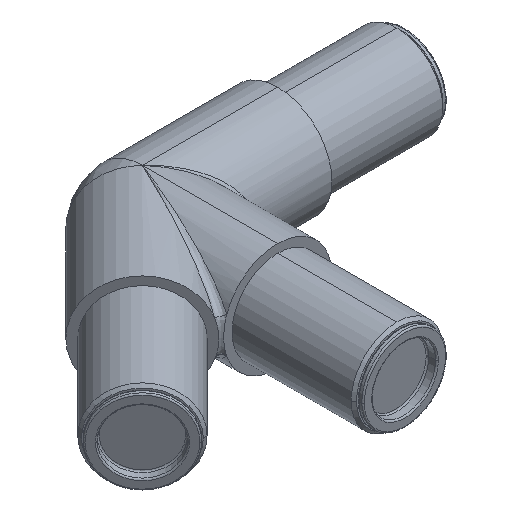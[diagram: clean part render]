
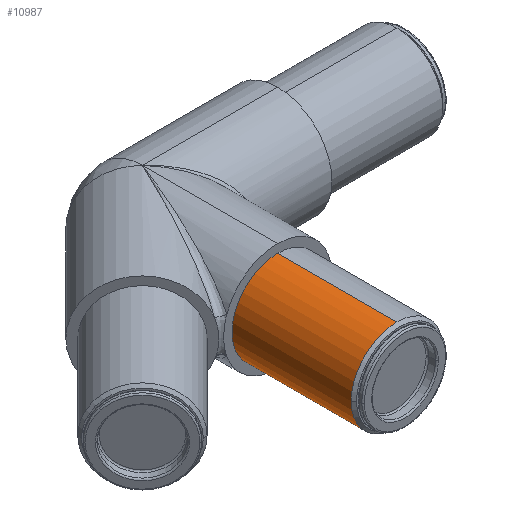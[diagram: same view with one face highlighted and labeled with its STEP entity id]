
A CAD part, isometric view. The second image highlights one B-rep face of the part: STEP entity #10987.
In plain terms, the highlighted cylindrical face has radius 16.9 mm (diameter 33.8 mm), a partial arc.
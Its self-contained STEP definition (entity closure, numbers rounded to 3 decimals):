
#21 = CARTESIAN_POINT ( 'NONE',  ( -57., -95., -15.382 ) ) ;
#26 = DIRECTION ( 'NONE',  ( 0., 1., 0. ) ) ;
#116 = LINE ( 'NONE', #11708, #5200 ) ;
#183 = ORIENTED_EDGE ( 'NONE', *, *, #9103, .F. ) ;
#286 = CIRCLE ( 'NONE', #2168, 16.9 ) ;
#378 = AXIS2_PLACEMENT_3D ( 'NONE', #13886, #8538, #1889 ) ;
#464 = CARTESIAN_POINT ( 'NONE',  ( -55., -82.5, -16.143 ) ) ;
#498 = VERTEX_POINT ( 'NONE', #11522 ) ;
#509 = LINE ( 'NONE', #1778, #9308 ) ;
#601 = VERTEX_POINT ( 'NONE', #4423 ) ;
#602 =( BOUNDED_CURVE ( )  B_SPLINE_CURVE ( 3, ( #4799, #6339, #4884, #15535 ),
 .UNSPECIFIED., .F., .F. ) 
 B_SPLINE_CURVE_WITH_KNOTS ( ( 4, 4 ),
 ( 5.983, 6.283 ),
 .UNSPECIFIED. ) 
 CURVE ( )  GEOMETRIC_REPRESENTATION_ITEM ( )  RATIONAL_B_SPLINE_CURVE ( ( 1., 0.992, 0.992, 1. ) ) 
 REPRESENTATION_ITEM ( '' )  );
#663 = ORIENTED_EDGE ( 'NONE', *, *, #6919, .F. ) ;
#738 = CARTESIAN_POINT ( 'NONE',  ( -50., -94., 0. ) ) ;
#786 = CARTESIAN_POINT ( 'NONE',  ( -55.985, -82.245, -15.805 ) ) ;
#791 = CARTESIAN_POINT ( 'NONE',  ( -50., -95., -16.9 ) ) ;
#816 = CARTESIAN_POINT ( 'NONE',  ( -55.273, -66.9, -16.059 ) ) ;
#871 = LINE ( 'NONE', #791, #6211 ) ;
#915 = CARTESIAN_POINT ( 'NONE',  ( -50., -50., 16.9 ) ) ;
#1778 = CARTESIAN_POINT ( 'NONE',  ( -50., -95., 16.9 ) ) ;
#1889 = DIRECTION ( 'NONE',  ( 0., 0., -1. ) ) ;
#2077 = CARTESIAN_POINT ( 'NONE',  ( -56.583, -67.83, -15.566 ) ) ;
#2160 = CARTESIAN_POINT ( 'NONE',  ( -56.5, -67.717, -15.6 ) ) ;
#2168 = AXIS2_PLACEMENT_3D ( 'NONE', #11780, #5548, #13307 ) ;
#2206 = CARTESIAN_POINT ( 'NONE',  ( -57., -80.637, -15.382 ) ) ;
#2240 = CARTESIAN_POINT ( 'NONE',  ( -56.892, -68.454, -15.431 ) ) ;
#2328 = CARTESIAN_POINT ( 'NONE',  ( -56.221, -67.418, -15.714 ) ) ;
#2453 = ORIENTED_EDGE ( 'NONE', *, *, #3057, .F. ) ;
#2559 = VERTEX_POINT ( 'NONE', #13975 ) ;
#2640 = EDGE_LOOP ( 'NONE', ( #15540, #11772, #10468, #183, #15575, #663, #12505, #2453, #9259, #7575, #13683 ) ) ;
#2648 = DIRECTION ( 'NONE',  ( 0., 1., 0. ) ) ;
#3050 = CARTESIAN_POINT ( 'NONE',  ( -55., -66.878, -16.143 ) ) ;
#3057 = EDGE_CURVE ( 'NONE', #14156, #12913, #11574, .T. ) ;
#3310 = CARTESIAN_POINT ( 'NONE',  ( -56.931, -81.038, -15.413 ) ) ;
#3421 = CARTESIAN_POINT ( 'NONE',  ( -56.986, -68.868, -15.389 ) ) ;
#3559 = CARTESIAN_POINT ( 'NONE',  ( -55.514, -82.45, -15.977 ) ) ;
#3565 = DIRECTION ( 'NONE',  ( 0., 1., 0. ) ) ;
#3648 = CARTESIAN_POINT ( 'NONE',  ( -56.986, -80.774, -15.389 ) ) ;
#3796 = EDGE_CURVE ( 'NONE', #9130, #7901, #9146, .T. ) ;
#4423 = CARTESIAN_POINT ( 'NONE',  ( -50., -82.5, -16.9 ) ) ;
#4594 = CARTESIAN_POINT ( 'NONE',  ( -56.721, -81.527, -15.506 ) ) ;
#4663 = DIRECTION ( 'NONE',  ( 0., 1., 0. ) ) ;
#4677 = CARTESIAN_POINT ( 'NONE',  ( -55., -82.5, -16.143 ) ) ;
#4799 = CARTESIAN_POINT ( 'NONE',  ( -55., -66.878, -16.143 ) ) ;
#4884 = CARTESIAN_POINT ( 'NONE',  ( -51.698, -66.675, -16.9 ) ) ;
#4978 = CARTESIAN_POINT ( 'NONE',  ( -66.9, -94., 0. ) ) ;
#5025 = DIRECTION ( 'NONE',  ( 0., 0., -1. ) ) ;
#5148 = VECTOR ( 'NONE', #2648, 1000. ) ;
#5200 = VECTOR ( 'NONE', #26, 1000. ) ;
#5366 = VERTEX_POINT ( 'NONE', #16445 ) ;
#5548 = DIRECTION ( 'NONE',  ( 0., 1., 0. ) ) ;
#6042 = CARTESIAN_POINT ( 'NONE',  ( -56.488, -81.842, -15.605 ) ) ;
#6211 = VECTOR ( 'NONE', #3565, 1000. ) ;
#6305 = CARTESIAN_POINT ( 'NONE',  ( -50., -94., 0. ) ) ;
#6339 = CARTESIAN_POINT ( 'NONE',  ( -53.378, -66.743, -16.646 ) ) ;
#6347 = AXIS2_PLACEMENT_3D ( 'NONE', #15130, #13843, #15382 ) ;
#6635 = VERTEX_POINT ( 'NONE', #15711 ) ;
#6919 = EDGE_CURVE ( 'NONE', #498, #11586, #14300, .T. ) ;
#7247 = AXIS2_PLACEMENT_3D ( 'NONE', #738, #10000, #11048 ) ;
#7319 = CARTESIAN_POINT ( 'NONE',  ( -56.302, -82.023, -15.681 ) ) ;
#7426 = EDGE_CURVE ( 'NONE', #601, #14156, #12340, .T. ) ;
#7575 = ORIENTED_EDGE ( 'NONE', *, *, #15093, .F. ) ;
#7901 = VERTEX_POINT ( 'NONE', #4978 ) ;
#8070 = EDGE_CURVE ( 'NONE', #9130, #9895, #509, .T. ) ;
#8379 = CARTESIAN_POINT ( 'NONE',  ( -57., -80.5, -15.382 ) ) ;
#8538 = DIRECTION ( 'NONE',  ( 0., 1., 0. ) ) ;
#8554 = CARTESIAN_POINT ( 'NONE',  ( -56.789, -68.192, -15.476 ) ) ;
#8635 = CARTESIAN_POINT ( 'NONE',  ( -56.727, -68.067, -15.504 ) ) ;
#9103 = EDGE_CURVE ( 'NONE', #6635, #5366, #116, .T. ) ;
#9130 = VERTEX_POINT ( 'NONE', #14496 ) ;
#9146 = CIRCLE ( 'NONE', #7247, 16.9 ) ;
#9259 = ORIENTED_EDGE ( 'NONE', *, *, #7426, .F. ) ;
#9308 = VECTOR ( 'NONE', #4663, 1000. ) ;
#9802 = CARTESIAN_POINT ( 'NONE',  ( -55.261, -82.5, -16.063 ) ) ;
#9895 = VERTEX_POINT ( 'NONE', #915 ) ;
#9932 = CYLINDRICAL_SURFACE ( 'NONE', #6347, 16.9 ) ;
#9991 = CARTESIAN_POINT ( 'NONE',  ( -56.932, -68.591, -15.413 ) ) ;
#10000 = DIRECTION ( 'NONE',  ( 0., -1., 0. ) ) ;
#10045 = CARTESIAN_POINT ( 'NONE',  ( -56.572, -81.743, -15.57 ) ) ;
#10468 = ORIENTED_EDGE ( 'NONE', *, *, #16628, .F. ) ;
#10987 = ADVANCED_FACE ( 'NONE', ( #16723 ), #9932, .T. ) ;
#11040 = CARTESIAN_POINT ( 'NONE',  ( -55.537, -66.983, -15.969 ) ) ;
#11048 = DIRECTION ( 'NONE',  ( 0., 0., -1. ) ) ;
#11182 = CARTESIAN_POINT ( 'NONE',  ( -57., -80.5, -15.382 ) ) ;
#11337 = CARTESIAN_POINT ( 'NONE',  ( -56.2, -82.105, -15.722 ) ) ;
#11514 = DIRECTION ( 'NONE',  ( 0., -1., 0. ) ) ;
#11522 = CARTESIAN_POINT ( 'NONE',  ( -57., -69.152, -15.382 ) ) ;
#11523 = EDGE_CURVE ( 'NONE', #7901, #2559, #12735, .T. ) ;
#11574 = B_SPLINE_CURVE_WITH_KNOTS ( 'NONE', 3,
 ( #4677, #9802, #3559, #12447, #786, #11337, #7319, #6042, #10045, #4594, #12691, #15162, #3310, #3648, #2206, #11182 ),
 .UNSPECIFIED., .F., .F.,
 ( 4, 2, 2, 2, 2, 2, 2, 4 ),
 ( 0., 0.001, 0.001, 0.002, 0.002, 0.002, 0.003, 0.003 ),
 .UNSPECIFIED. ) ;
#11586 = VERTEX_POINT ( 'NONE', #3050 ) ;
#11701 = LINE ( 'NONE', #21, #5148 ) ;
#11708 = CARTESIAN_POINT ( 'NONE',  ( -50., -95., -16.9 ) ) ;
#11772 = ORIENTED_EDGE ( 'NONE', *, *, #8070, .T. ) ;
#11780 = CARTESIAN_POINT ( 'NONE',  ( -50., -50., 0. ) ) ;
#12340 = CIRCLE ( 'NONE', #378, 16.9 ) ;
#12397 = CARTESIAN_POINT ( 'NONE',  ( -56.319, -67.512, -15.675 ) ) ;
#12447 = CARTESIAN_POINT ( 'NONE',  ( -55.872, -82.305, -15.848 ) ) ;
#12505 = ORIENTED_EDGE ( 'NONE', *, *, #16703, .F. ) ;
#12691 = CARTESIAN_POINT ( 'NONE',  ( -56.786, -81.409, -15.478 ) ) ;
#12735 = CIRCLE ( 'NONE', #13048, 16.9 ) ;
#12913 = VERTEX_POINT ( 'NONE', #8379 ) ;
#13048 = AXIS2_PLACEMENT_3D ( 'NONE', #6305, #11514, #5025 ) ;
#13307 = DIRECTION ( 'NONE',  ( 0., 0., -1. ) ) ;
#13683 = ORIENTED_EDGE ( 'NONE', *, *, #11523, .F. ) ;
#13820 = CARTESIAN_POINT ( 'NONE',  ( -55.893, -67.172, -15.84 ) ) ;
#13843 = DIRECTION ( 'NONE',  ( 0., 1., 0. ) ) ;
#13886 = CARTESIAN_POINT ( 'NONE',  ( -50., -82.5, 0. ) ) ;
#13903 = CARTESIAN_POINT ( 'NONE',  ( -57., -69.152, -15.382 ) ) ;
#13975 = CARTESIAN_POINT ( 'NONE',  ( -50., -94., -16.9 ) ) ;
#14156 = VERTEX_POINT ( 'NONE', #464 ) ;
#14300 = B_SPLINE_CURVE_WITH_KNOTS ( 'NONE', 3,
 ( #13903, #15111, #3421, #9991, #2240, #8554, #8635, #2077, #2160, #12397, #2328, #16375, #13820, #11040, #816, #15192 ),
 .UNSPECIFIED., .F., .F.,
 ( 4, 2, 2, 2, 2, 2, 2, 4 ),
 ( 0., 0., 0.001, 0.001, 0.002, 0.002, 0.003, 0.003 ),
 .UNSPECIFIED. ) ;
#14496 = CARTESIAN_POINT ( 'NONE',  ( -50., -94., 16.9 ) ) ;
#15093 = EDGE_CURVE ( 'NONE', #2559, #601, #871, .T. ) ;
#15111 = CARTESIAN_POINT ( 'NONE',  ( -57., -69.009, -15.382 ) ) ;
#15130 = CARTESIAN_POINT ( 'NONE',  ( -50., -95., 0. ) ) ;
#15162 = CARTESIAN_POINT ( 'NONE',  ( -56.891, -81.165, -15.431 ) ) ;
#15192 = CARTESIAN_POINT ( 'NONE',  ( -55., -66.878, -16.143 ) ) ;
#15382 = DIRECTION ( 'NONE',  ( 0., 0., -1. ) ) ;
#15535 = CARTESIAN_POINT ( 'NONE',  ( -50., -66.675, -16.9 ) ) ;
#15540 = ORIENTED_EDGE ( 'NONE', *, *, #3796, .F. ) ;
#15575 = ORIENTED_EDGE ( 'NONE', *, *, #16184, .F. ) ;
#15711 = CARTESIAN_POINT ( 'NONE',  ( -50., -66.675, -16.9 ) ) ;
#16184 = EDGE_CURVE ( 'NONE', #11586, #6635, #602, .T. ) ;
#16375 = CARTESIAN_POINT ( 'NONE',  ( -56.007, -67.248, -15.797 ) ) ;
#16445 = CARTESIAN_POINT ( 'NONE',  ( -50., -50., -16.9 ) ) ;
#16628 = EDGE_CURVE ( 'NONE', #5366, #9895, #286, .T. ) ;
#16703 = EDGE_CURVE ( 'NONE', #12913, #498, #11701, .T. ) ;
#16723 = FACE_OUTER_BOUND ( 'NONE', #2640, .T. ) ;
